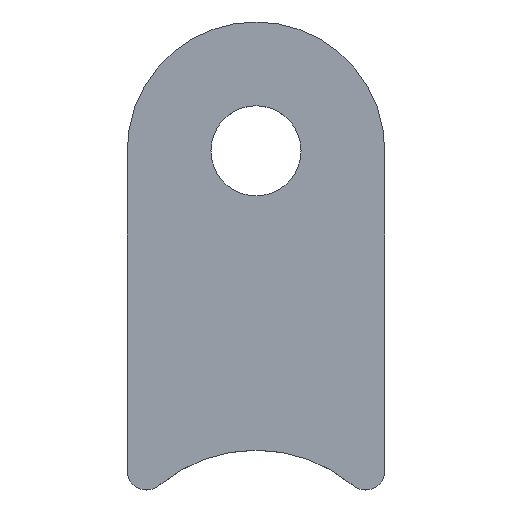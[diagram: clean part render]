
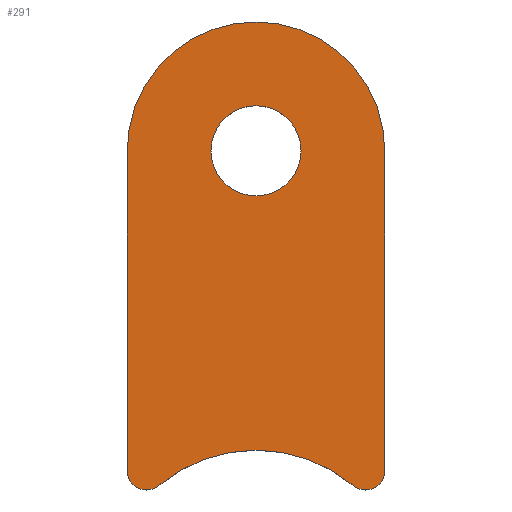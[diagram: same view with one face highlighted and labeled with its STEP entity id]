
A CAD part, top view. The second image highlights one B-rep face of the part: STEP entity #291.
In plain terms, the highlighted planar face has unit normal (0, 0, 1).
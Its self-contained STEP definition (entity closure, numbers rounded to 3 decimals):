
#1 = EDGE_CURVE ( 'NONE', #162, #264, #249, .T. ) ;
#3 = CIRCLE ( 'NONE', #82, 7. ) ;
#5 = CARTESIAN_POINT ( 'NONE',  ( 0., 0., 0. ) ) ;
#7 = EDGE_LOOP ( 'NONE', ( #72, #165, #262, #314, #345, #363 ) ) ;
#8 = EDGE_CURVE ( 'NONE', #264, #283, #102, .T. ) ;
#14 = EDGE_CURVE ( 'NONE', #368, #162, #325, .T. ) ;
#20 = DIRECTION ( 'NONE',  ( 0., -1., 0. ) ) ;
#21 = CARTESIAN_POINT ( 'NONE',  ( -20., 70., 0. ) ) ;
#27 = DIRECTION ( 'NONE',  ( 0., 0., 1. ) ) ;
#34 = DIRECTION ( 'NONE',  ( 0., 0., 1. ) ) ;
#38 = CARTESIAN_POINT ( 'NONE',  ( 0., 0., 0. ) ) ;
#48 = EDGE_CURVE ( 'NONE', #220, #368, #79, .T. ) ;
#50 = DIRECTION ( 'NONE',  ( 0., 0., 1. ) ) ;
#53 = AXIS2_PLACEMENT_3D ( 'NONE', #38, #261, #280 ) ;
#55 = CARTESIAN_POINT ( 'NONE',  ( -17., 20.329, 0. ) ) ;
#57 = CARTESIAN_POINT ( 'NONE',  ( 0., 70., 0. ) ) ;
#61 = DIRECTION ( 'NONE',  ( 0., 1., 0. ) ) ;
#66 = CIRCLE ( 'NONE', #192, 7. ) ;
#72 = ORIENTED_EDGE ( 'NONE', *, *, #48, .T. ) ;
#74 = ORIENTED_EDGE ( 'NONE', *, *, #309, .F. ) ;
#79 = LINE ( 'NONE', #21, #221 ) ;
#82 = AXIS2_PLACEMENT_3D ( 'NONE', #93, #34, #153 ) ;
#89 = PLANE ( 'NONE',  #160 ) ;
#92 = CARTESIAN_POINT ( 'NONE',  ( 20., 20.329, 0. ) ) ;
#93 = CARTESIAN_POINT ( 'NONE',  ( 0., 70., 0. ) ) ;
#101 = VERTEX_POINT ( 'NONE', #349 ) ;
#102 = CIRCLE ( 'NONE', #381, 3. ) ;
#112 = CARTESIAN_POINT ( 'NONE',  ( 17., 20.329, 0. ) ) ;
#123 = CARTESIAN_POINT ( 'NONE',  ( 20., 70., 0. ) ) ;
#148 = FACE_OUTER_BOUND ( 'NONE', #7, .T. ) ;
#153 = DIRECTION ( 'NONE',  ( 1., 0., 0. ) ) ;
#160 = AXIS2_PLACEMENT_3D ( 'NONE', #5, #217, #299 ) ;
#162 = VERTEX_POINT ( 'NONE', #378 ) ;
#165 = ORIENTED_EDGE ( 'NONE', *, *, #14, .T. ) ;
#171 = DIRECTION ( 'NONE',  ( 1., 0., 0. ) ) ;
#190 = AXIS2_PLACEMENT_3D ( 'NONE', #55, #297, #204 ) ;
#192 = AXIS2_PLACEMENT_3D ( 'NONE', #57, #27, #272 ) ;
#204 = DIRECTION ( 'NONE',  ( 1., 0., 0. ) ) ;
#208 = CARTESIAN_POINT ( 'NONE',  ( 7., 70., 0. ) ) ;
#212 = DIRECTION ( 'NONE',  ( 1., 0., 0. ) ) ;
#214 = VERTEX_POINT ( 'NONE', #208 ) ;
#217 = DIRECTION ( 'NONE',  ( 0., 0., 1. ) ) ;
#220 = VERTEX_POINT ( 'NONE', #326 ) ;
#221 = VECTOR ( 'NONE', #20, 1000. ) ;
#245 = CARTESIAN_POINT ( 'NONE',  ( 15.075, 18.027, 0. ) ) ;
#249 = CIRCLE ( 'NONE', #53, 23.5 ) ;
#250 = AXIS2_PLACEMENT_3D ( 'NONE', #251, #274, #212 ) ;
#251 = CARTESIAN_POINT ( 'NONE',  ( 0., 70., 0. ) ) ;
#255 = CARTESIAN_POINT ( 'NONE',  ( -20., 20.329, 0. ) ) ;
#261 = DIRECTION ( 'NONE',  ( 0., 0., -1. ) ) ;
#262 = ORIENTED_EDGE ( 'NONE', *, *, #1, .T. ) ;
#264 = VERTEX_POINT ( 'NONE', #245 ) ;
#272 = DIRECTION ( 'NONE',  ( 1., 0., 0. ) ) ;
#274 = DIRECTION ( 'NONE',  ( 0., 0., 1. ) ) ;
#278 = VERTEX_POINT ( 'NONE', #334 ) ;
#280 = DIRECTION ( 'NONE',  ( 1., 0., 0. ) ) ;
#283 = VERTEX_POINT ( 'NONE', #92 ) ;
#291 = ADVANCED_FACE ( 'NONE', ( #357, #148 ), #89, .T. ) ;
#293 = VECTOR ( 'NONE', #61, 1000. ) ;
#297 = DIRECTION ( 'NONE',  ( 0., 0., 1. ) ) ;
#299 = DIRECTION ( 'NONE',  ( 1., 0., 0. ) ) ;
#309 = EDGE_CURVE ( 'NONE', #214, #278, #3, .T. ) ;
#314 = ORIENTED_EDGE ( 'NONE', *, *, #8, .T. ) ;
#322 = EDGE_CURVE ( 'NONE', #101, #220, #377, .T. ) ;
#325 = CIRCLE ( 'NONE', #190, 3. ) ;
#326 = CARTESIAN_POINT ( 'NONE',  ( -20., 70., 0. ) ) ;
#329 = EDGE_CURVE ( 'NONE', #278, #214, #66, .T. ) ;
#331 = LINE ( 'NONE', #123, #293 ) ;
#334 = CARTESIAN_POINT ( 'NONE',  ( -7., 70., 0. ) ) ;
#340 = EDGE_LOOP ( 'NONE', ( #74, #347 ) ) ;
#345 = ORIENTED_EDGE ( 'NONE', *, *, #352, .T. ) ;
#347 = ORIENTED_EDGE ( 'NONE', *, *, #329, .F. ) ;
#349 = CARTESIAN_POINT ( 'NONE',  ( 20., 70., 0. ) ) ;
#352 = EDGE_CURVE ( 'NONE', #283, #101, #331, .T. ) ;
#357 = FACE_BOUND ( 'NONE', #340, .T. ) ;
#363 = ORIENTED_EDGE ( 'NONE', *, *, #322, .T. ) ;
#368 = VERTEX_POINT ( 'NONE', #255 ) ;
#377 = CIRCLE ( 'NONE', #250, 20. ) ;
#378 = CARTESIAN_POINT ( 'NONE',  ( -15.075, 18.027, 0. ) ) ;
#381 = AXIS2_PLACEMENT_3D ( 'NONE', #112, #50, #171 ) ;
